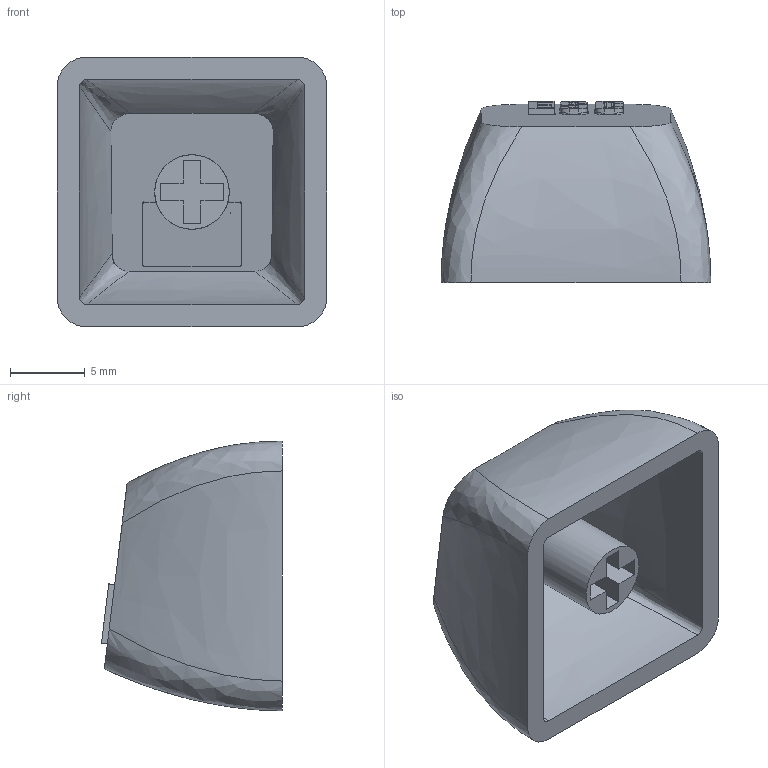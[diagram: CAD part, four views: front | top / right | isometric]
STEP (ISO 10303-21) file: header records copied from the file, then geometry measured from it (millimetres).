
FILE_DESCRIPTION(/* description */ (''),/* implementation_level */ '2;1');
FILE_NAME(/* name */ 'esc.step',/* time_stamp */ '2022-04-14T16:46:48-03:00',/* author */ (''),/* organization */ (''),/* preprocessor_version */ 'ST-DEVELOPER v18.1',/* originating_system */ 'Autodesk Translation Framework v10.14.0.1471',/* authorisation */ '');
FILE_SCHEMA (('AUTOMOTIVE_DESIGN { 1 0 10303 214 3 1 1 }'));
Length unit declared in the file: millimetre
Products named in the file (1): esc
Bounding box: 18.1 x 12.14 x 18.1 mm (x, y, z)
Volume: 1285.8 mm3; surface area: 2069.5 mm2
Topology: 2 solids, 2 shells, 221 faces, 627 edges, 414 vertices
Faces by surface type: plane 109, bspline 107, cylinder 5
Full cylindrical faces by diameter (mm): 5 x1
Entity records: 9709 total; most frequent: CARTESIAN_POINT 4688, ORIENTED_EDGE 1254, DIRECTION 644, EDGE_CURVE 627, VERTEX_POINT 414, LINE 370, VECTOR 370, B_SPLINE_CURVE_WITH_KNOTS 235
